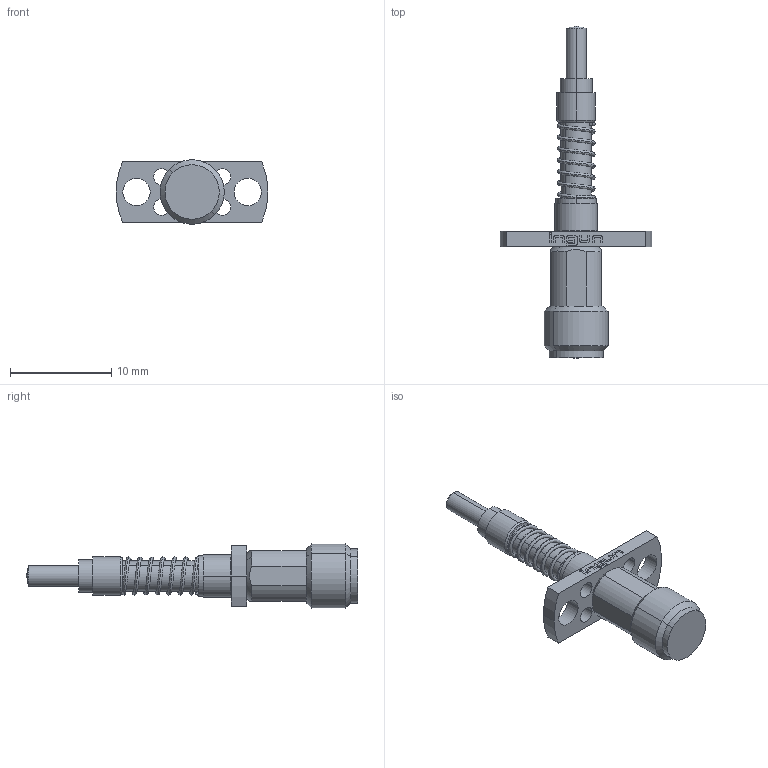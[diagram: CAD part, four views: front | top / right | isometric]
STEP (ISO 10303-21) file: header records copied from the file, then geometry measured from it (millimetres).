
FILE_DESCRIPTION (( 'STEP AP203' ), '1' );
FILE_NAME ('INGUN_HFS-336_355_050_A_xx42_LSC.STEP', '2022-04-28T05:19:32', ( 'ochi' ), ( '' ), 'SwSTEP 2.0', 'SolidWorks 2018', '' );
FILE_SCHEMA (( 'CONFIG_CONTROL_DESIGN' ));
Length unit declared in the file: millimetre
Products named in the file (1): INGUN_HFS-336_355_050_A_xx42_LSC
Bounding box: 14.97 x 32.8 x 6.33 mm (x, y, z)
Volume: 544.1 mm3; surface area: 758.1 mm2
Topology: 1 solids, 1 shells, 156 faces, 387 edges, 248 vertices
Faces by surface type: plane 68, cylinder 62, cone 14, torus 9, bspline 2, sphere 1
Entity records: 6430 total; most frequent: CARTESIAN_POINT 2506, DIRECTION 853, ORIENTED_EDGE 768, EDGE_CURVE 384, AXIS2_PLACEMENT_3D 321, VERTEX_POINT 246, LINE 211, VECTOR 211
